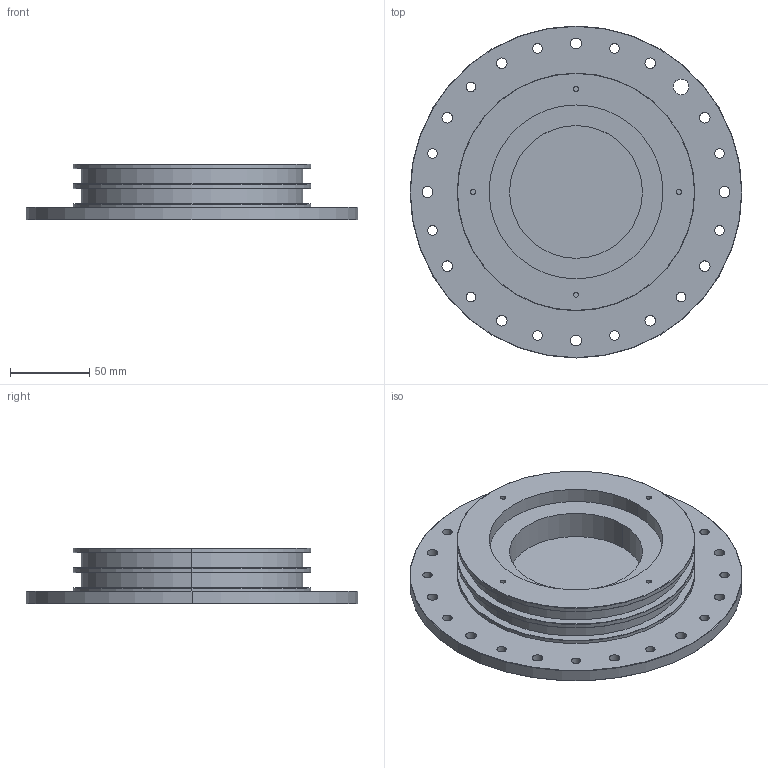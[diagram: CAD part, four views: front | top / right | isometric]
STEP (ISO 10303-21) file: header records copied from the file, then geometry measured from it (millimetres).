
FILE_DESCRIPTION (( 'STEP AP214' ), '1' );
FILE_NAME ('Bride_6_pouces_metal.STEP', '2025-04-01T22:21:48', ( '' ), ( '' ), 'SwSTEP 2.0', 'SolidWorks 2024', '' );
FILE_SCHEMA (( 'AUTOMOTIVE_DESIGN' ));
Length unit declared in the file: millimetre
Products named in the file (1): Bride_6_pouces_metal
Bounding box: 210 x 210 x 35.4 mm (x, y, z)
Volume: 508246.4 mm3; surface area: 113050.9 mm2
Topology: 1 solids, 1 shells, 326 faces, 856 edges, 555 vertices
Faces by surface type: cylinder 242, plane 52, cone 32
Entity records: 10303 total; most frequent: DIRECTION 2002, CARTESIAN_POINT 1720, ORIENTED_EDGE 1676, EDGE_CURVE 838, AXIS2_PLACEMENT_3D 837, VERTEX_POINT 555, CIRCLE 510, EDGE_LOOP 415
